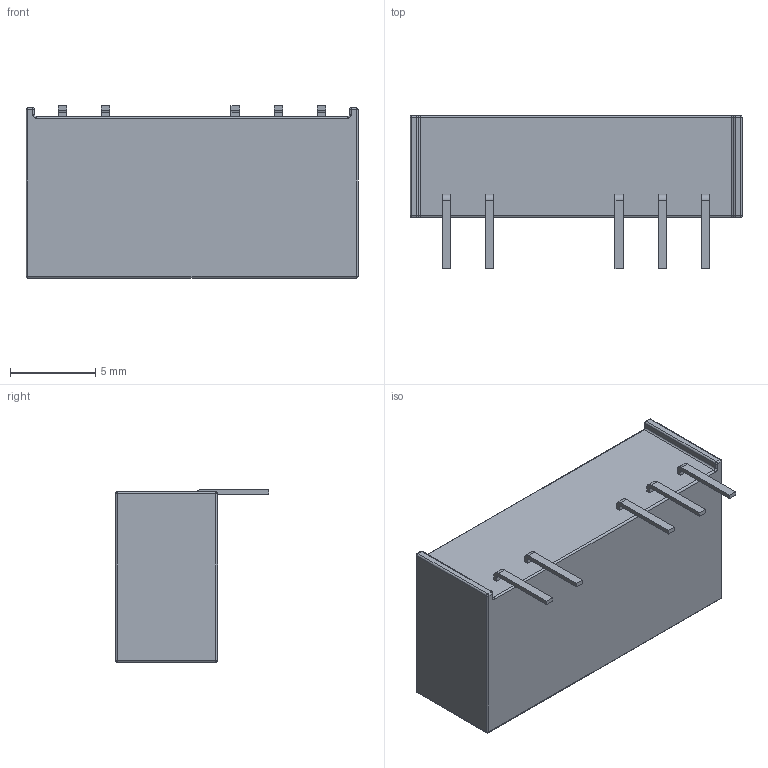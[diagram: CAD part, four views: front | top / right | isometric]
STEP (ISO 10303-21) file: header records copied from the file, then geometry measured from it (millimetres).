
FILE_DESCRIPTION (( 'STEP AP214' ), '1' );
FILE_NAME ('P6LU.STEP', '2015-03-04T08:49:28', ( '' ), ( '' ), 'SwSTEP 2.0', 'SolidWorks 2015', '' );
FILE_SCHEMA (( 'AUTOMOTIVE_DESIGN' ));
Length unit declared in the file: millimetre
Products named in the file (1): P6LU
Bounding box: 19.5 x 9 x 10.12 mm (x, y, z)
Volume: 1115.5 mm3; surface area: 773.4 mm2
Topology: 6 solids, 6 shells, 306 faces, 781 edges, 498 vertices
Faces by surface type: plane 183, bspline 71, cylinder 36, sphere 12, torus 4
Entity records: 13097 total; most frequent: CARTESIAN_POINT 5925, ORIENTED_EDGE 1538, DIRECTION 1175, EDGE_CURVE 769, LINE 551, VECTOR 551, VERTEX_POINT 498, EDGE_LOOP 329
